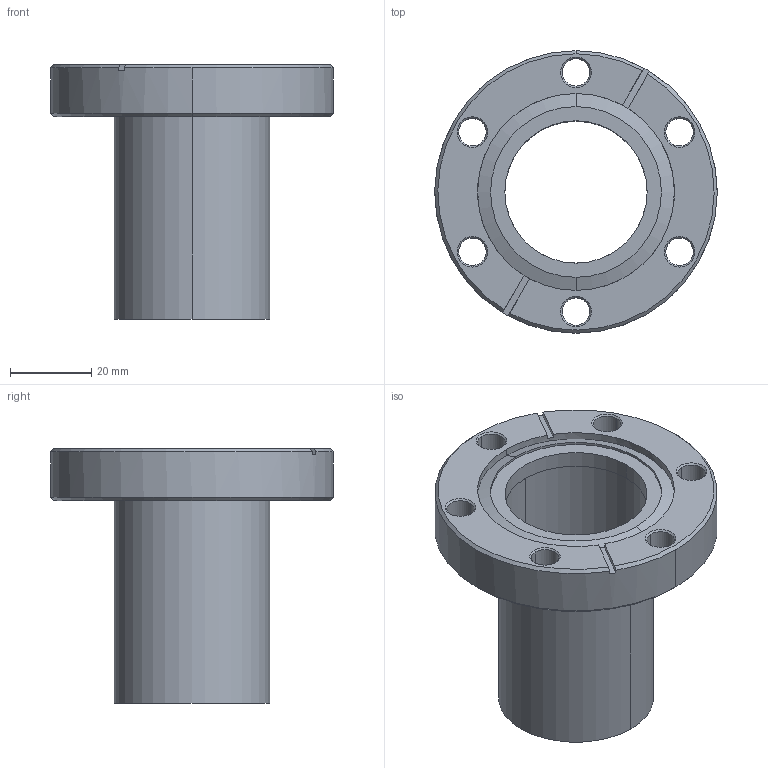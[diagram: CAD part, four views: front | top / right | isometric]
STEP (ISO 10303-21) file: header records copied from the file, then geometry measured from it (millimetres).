
FILE_DESCRIPTION (( 'STEP AP203' ), '1' );
FILE_NAME ('401002.STEP', '2010-09-23T22:07:50', ( 'MIS' ), ( 'Microsoft' ), 'SwSTEP 2.0', 'SolidWorks 2010', '' );
FILE_SCHEMA (( 'CONFIG_CONTROL_DESIGN' ));
Length unit declared in the file: inch
Products named in the file (1): 401002
Bounding box: 69.34 x 69.34 x 62.46 mm (x, y, z)
Volume: 40784.8 mm3; surface area: 24522.8 mm2
Topology: 2 solids, 2 shells, 72 faces, 180 edges, 113 vertices
Faces by surface type: cone 31, cylinder 22, plane 13, bspline 6
Entity records: 2412 total; most frequent: CARTESIAN_POINT 546, DIRECTION 397, ORIENTED_EDGE 360, EDGE_CURVE 180, AXIS2_PLACEMENT_3D 162, VERTEX_POINT 113, CIRCLE 95, EDGE_LOOP 89
